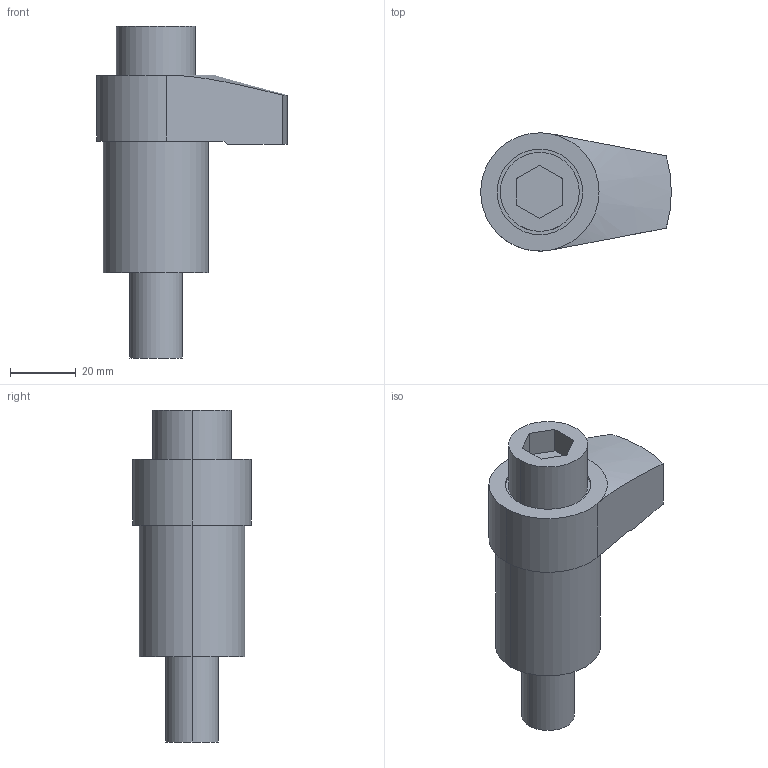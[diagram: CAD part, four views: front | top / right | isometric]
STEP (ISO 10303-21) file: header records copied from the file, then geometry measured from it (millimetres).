
FILE_DESCRIPTION (( 'STEP AP203' ), '1' );
FILE_NAME ('bj130-16040.STEP', '2021-10-25T01:09:05', ( '' ), ( '' ), 'SwSTEP 2.0', 'SolidWorks 2020', '' );
FILE_SCHEMA (( 'CONFIG_CONTROL_DESIGN' ));
Length unit declared in the file: millimetre
Products named in the file (3): bj130-16040_01; bj130-16040_02; bj130-16040
Assembly tree (2 placements, depth 2):
  bj130-16040
    bj130-16040_01
    bj130-16040_02
Bounding box: 58 x 35.99 x 101 mm (x, y, z)
Volume: 71415 mm3; surface area: 19954.3 mm2
Topology: 2 solids, 2 shells, 32 faces, 70 edges, 46 vertices
Faces by surface type: plane 17, cylinder 13, cone 2
Entity records: 1216 total; most frequent: CARTESIAN_POINT 181, DIRECTION 169, ORIENTED_EDGE 140, EDGE_CURVE 70, AXIS2_PLACEMENT_3D 66, VERTEX_POINT 46, EDGE_LOOP 38, LINE 37
